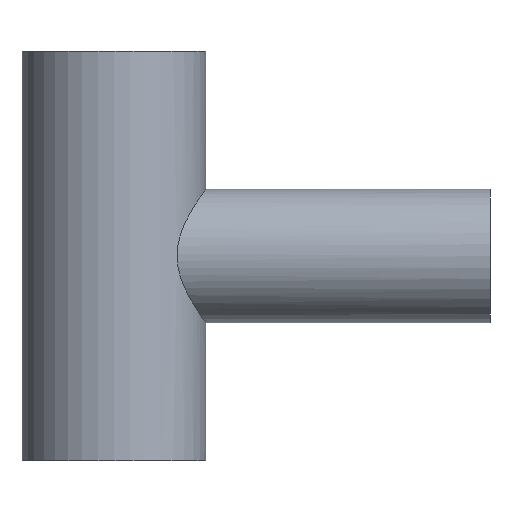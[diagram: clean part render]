
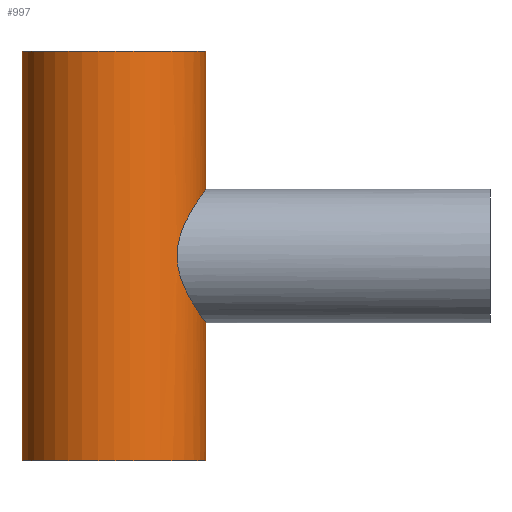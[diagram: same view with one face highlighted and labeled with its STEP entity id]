
A CAD part, front view. The second image highlights one B-rep face of the part: STEP entity #997.
In plain terms, the highlighted cylindrical face has radius 22 mm (diameter 44 mm), a partial arc.
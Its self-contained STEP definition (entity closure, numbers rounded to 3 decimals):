
#9 = CARTESIAN_POINT ( 'NONE',  ( 21.353, -5.324, 15.098 ) ) ;
#17 = CARTESIAN_POINT ( 'NONE',  ( 21.599, -4.317, -15.445 ) ) ;
#22 = CARTESIAN_POINT ( 'NONE',  ( 16.526, -14.525, -6.73 ) ) ;
#29 = CARTESIAN_POINT ( 'NONE',  ( 21.832, -2.725, -15.769 ) ) ;
#53 = CIRCLE ( 'NONE', #1001, 22. ) ;
#71 = ORIENTED_EDGE ( 'NONE', *, *, #182, .F. ) ;
#85 = CARTESIAN_POINT ( 'NONE',  ( 22., 0., 16. ) ) ;
#88 = LINE ( 'NONE', #175, #923 ) ;
#99 = CARTESIAN_POINT ( 'NONE',  ( 20.249, -8.613, 13.494 ) ) ;
#106 = CARTESIAN_POINT ( 'NONE',  ( 19.261, -10.663, 11.971 ) ) ;
#113 = CARTESIAN_POINT ( 'NONE',  ( 20.437, -8.196, -13.779 ) ) ;
#119 = CARTESIAN_POINT ( 'NONE',  ( 17.969, -12.712, -9.768 ) ) ;
#124 = CARTESIAN_POINT ( 'NONE',  ( 21.368, -5.335, -15.122 ) ) ;
#175 = CARTESIAN_POINT ( 'NONE',  ( 22., 0., 49. ) ) ;
#182 = EDGE_CURVE ( 'NONE', #799, #739, #53, .T. ) ;
#185 = ORIENTED_EDGE ( 'NONE', *, *, #1139, .F. ) ;
#186 = CARTESIAN_POINT ( 'NONE',  ( 21.917, -2.186, 15.887 ) ) ;
#197 = CARTESIAN_POINT ( 'NONE',  ( 21.583, -4.296, 15.422 ) ) ;
#202 = CARTESIAN_POINT ( 'NONE',  ( -22., 0., -49. ) ) ;
#215 = CARTESIAN_POINT ( 'NONE',  ( 15.247, -15.86, -2.181 ) ) ;
#223 = CARTESIAN_POINT ( 'NONE',  ( 19.263, -10.636, -11.964 ) ) ;
#231 = VERTEX_POINT ( 'NONE', #202 ) ;
#240 = CIRCLE ( 'NONE', #280, 22. ) ;
#242 = EDGE_LOOP ( 'NONE', ( #881, #71, #460, #444, #1108, #185 ) ) ;
#259 = DIRECTION ( 'NONE',  ( -1., 0., 0. ) ) ;
#263 = B_SPLINE_CURVE_WITH_KNOTS ( 'NONE', 3,
 ( #85, #1034, #186, #553, #197, #9, #568, #946, #839, #1213, #99, #480, #106, #1048, #857, #393, #765, #1141, #675, #1153, #1060, #498, #310, #1160, #681, #1053, #325, #317, #492, #215, #687, #871, #586, #22, #1147, #504, #407, #119, #965, #776, #223, #591, #772, #113, #969, #124, #17, #877, #29, #866, #412, #784, #403, #876 ),
 .UNSPECIFIED., .F., .F.,
 ( 4, 2, 2, 2, 2, 2, 2, 2, 2, 2, 2, 2, 2, 2, 2, 2, 2, 2, 2, 2, 2, 2, 2, 2, 2, 2, 4 ),
 ( 0., 0.003, 0.005, 0.007, 0.008, 0.01, 0.013, 0.015, 0.016, 0.02, 0.021, 0.023, 0.024, 0.026, 0.028, 0.029, 0.033, 0.034, 0.036, 0.039, 0.041, 0.042, 0.046, 0.049, 0.05, 0.051, 0.052 ),
 .UNSPECIFIED. ) ;
#266 = DIRECTION ( 'NONE',  ( 0., 0., -1. ) ) ;
#280 = AXIS2_PLACEMENT_3D ( 'NONE', #455, #1000, #439 ) ;
#308 = VERTEX_POINT ( 'NONE', #309 ) ;
#309 = CARTESIAN_POINT ( 'NONE',  ( 22., 0., -49. ) ) ;
#310 = CARTESIAN_POINT ( 'NONE',  ( 15.552, -15.561, 3.76 ) ) ;
#317 = CARTESIAN_POINT ( 'NONE',  ( 15.1, -16., -0.556 ) ) ;
#325 = CARTESIAN_POINT ( 'NONE',  ( 15.099, -16., 0.535 ) ) ;
#364 = CARTESIAN_POINT ( 'NONE',  ( 22., 0., 16. ) ) ;
#385 = DIRECTION ( 'NONE',  ( 0., 0., -1. ) ) ;
#393 = CARTESIAN_POINT ( 'NONE',  ( 17.966, -12.704, 9.74 ) ) ;
#403 = CARTESIAN_POINT ( 'NONE',  ( 22., -0.545, -16. ) ) ;
#407 = CARTESIAN_POINT ( 'NONE',  ( 17.334, -13.552, -8.521 ) ) ;
#412 = CARTESIAN_POINT ( 'NONE',  ( 21.919, -1.911, -15.888 ) ) ;
#439 = DIRECTION ( 'NONE',  ( 1., 0., 0. ) ) ;
#444 = ORIENTED_EDGE ( 'NONE', *, *, #1071, .T. ) ;
#455 = CARTESIAN_POINT ( 'NONE',  ( 0., 0., -49. ) ) ;
#459 = DIRECTION ( 'NONE',  ( 1., 0., 0. ) ) ;
#460 = ORIENTED_EDGE ( 'NONE', *, *, #609, .T. ) ;
#471 = LINE ( 'NONE', #558, #980 ) ;
#480 = CARTESIAN_POINT ( 'NONE',  ( 19.674, -9.889, 12.621 ) ) ;
#492 = CARTESIAN_POINT ( 'NONE',  ( 15.13, -15.971, -1.099 ) ) ;
#498 = CARTESIAN_POINT ( 'NONE',  ( 15.685, -15.428, 4.274 ) ) ;
#504 = CARTESIAN_POINT ( 'NONE',  ( 17.126, -13.813, -8.09 ) ) ;
#526 = FACE_OUTER_BOUND ( 'NONE', #242, .T. ) ;
#542 = CYLINDRICAL_SURFACE ( 'NONE', #693, 22. ) ;
#545 = DIRECTION ( 'NONE',  ( 0., 0., -1. ) ) ;
#547 = CARTESIAN_POINT ( 'NONE',  ( 0., 0., 49. ) ) ;
#553 = CARTESIAN_POINT ( 'NONE',  ( 21.681, -3.771, 15.559 ) ) ;
#558 = CARTESIAN_POINT ( 'NONE',  ( -22., 0., 49. ) ) ;
#565 = CARTESIAN_POINT ( 'NONE',  ( 22., 0., 49. ) ) ;
#568 = CARTESIAN_POINT ( 'NONE',  ( 21.222, -5.822, 14.912 ) ) ;
#586 = CARTESIAN_POINT ( 'NONE',  ( 15.979, -15.132, -5.301 ) ) ;
#591 = CARTESIAN_POINT ( 'NONE',  ( 19.672, -9.859, -12.612 ) ) ;
#609 = EDGE_CURVE ( 'NONE', #799, #231, #471, .T. ) ;
#628 = VECTOR ( 'NONE', #266, 1000. ) ;
#675 = CARTESIAN_POINT ( 'NONE',  ( 16.706, -14.325, 7.202 ) ) ;
#681 = CARTESIAN_POINT ( 'NONE',  ( 15.246, -15.861, 2.178 ) ) ;
#687 = CARTESIAN_POINT ( 'NONE',  ( 15.335, -15.776, -2.724 ) ) ;
#693 = AXIS2_PLACEMENT_3D ( 'NONE', #1109, #1181, #259 ) ;
#704 = EDGE_CURVE ( 'NONE', #739, #906, #88, .T. ) ;
#734 = CARTESIAN_POINT ( 'NONE',  ( 22., 0., 49. ) ) ;
#739 = VERTEX_POINT ( 'NONE', #565 ) ;
#761 = VERTEX_POINT ( 'NONE', #1038 ) ;
#765 = CARTESIAN_POINT ( 'NONE',  ( 17.749, -13.003, 9.337 ) ) ;
#772 = CARTESIAN_POINT ( 'NONE',  ( 19.87, -9.455, -12.917 ) ) ;
#776 = CARTESIAN_POINT ( 'NONE',  ( 19.051, -11.011, -11.62 ) ) ;
#784 = CARTESIAN_POINT ( 'NONE',  ( 21.98, -1.091, -15.972 ) ) ;
#799 = VERTEX_POINT ( 'NONE', #840 ) ;
#833 = DIRECTION ( 'NONE',  ( 0., 0., 1. ) ) ;
#839 = CARTESIAN_POINT ( 'NONE',  ( 20.774, -7.259, 14.268 ) ) ;
#840 = CARTESIAN_POINT ( 'NONE',  ( -22., 0., 49. ) ) ;
#857 = CARTESIAN_POINT ( 'NONE',  ( 18.401, -12.064, 10.522 ) ) ;
#866 = CARTESIAN_POINT ( 'NONE',  ( 21.893, -2.185, -15.852 ) ) ;
#871 = CARTESIAN_POINT ( 'NONE',  ( 15.667, -15.448, -4.304 ) ) ;
#876 = CARTESIAN_POINT ( 'NONE',  ( 22., 0., -16. ) ) ;
#877 = CARTESIAN_POINT ( 'NONE',  ( 21.797, -2.993, -15.72 ) ) ;
#881 = ORIENTED_EDGE ( 'NONE', *, *, #704, .F. ) ;
#906 = VERTEX_POINT ( 'NONE', #364 ) ;
#923 = VECTOR ( 'NONE', #545, 1000. ) ;
#946 = CARTESIAN_POINT ( 'NONE',  ( 20.932, -6.789, 14.498 ) ) ;
#961 = EDGE_CURVE ( 'NONE', #761, #308, #1189, .T. ) ;
#965 = CARTESIAN_POINT ( 'NONE',  ( 18.406, -12.079, -10.541 ) ) ;
#969 = CARTESIAN_POINT ( 'NONE',  ( 20.781, -7.293, -14.281 ) ) ;
#980 = VECTOR ( 'NONE', #385, 1000. ) ;
#997 = ADVANCED_FACE ( 'NONE', ( #526 ), #542, .T. ) ;
#1000 = DIRECTION ( 'NONE',  ( 0., 0., 1. ) ) ;
#1001 = AXIS2_PLACEMENT_3D ( 'NONE', #547, #833, #459 ) ;
#1034 = CARTESIAN_POINT ( 'NONE',  ( 22., -1.106, 16. ) ) ;
#1038 = CARTESIAN_POINT ( 'NONE',  ( 22., 0., -16. ) ) ;
#1048 = CARTESIAN_POINT ( 'NONE',  ( 18.619, -11.726, 10.898 ) ) ;
#1053 = CARTESIAN_POINT ( 'NONE',  ( 15.129, -15.973, 1.085 ) ) ;
#1060 = CARTESIAN_POINT ( 'NONE',  ( 15.989, -15.112, 5.281 ) ) ;
#1071 = EDGE_CURVE ( 'NONE', #231, #308, #240, .T. ) ;
#1108 = ORIENTED_EDGE ( 'NONE', *, *, #961, .F. ) ;
#1109 = CARTESIAN_POINT ( 'NONE',  ( 0., 0., 49. ) ) ;
#1139 = EDGE_CURVE ( 'NONE', #906, #761, #263, .T. ) ;
#1141 = CARTESIAN_POINT ( 'NONE',  ( 17.114, -13.842, 8.087 ) ) ;
#1147 = CARTESIAN_POINT ( 'NONE',  ( 16.722, -14.299, -7.196 ) ) ;
#1153 = CARTESIAN_POINT ( 'NONE',  ( 16.161, -14.93, 5.776 ) ) ;
#1160 = CARTESIAN_POINT ( 'NONE',  ( 15.333, -15.778, 2.712 ) ) ;
#1181 = DIRECTION ( 'NONE',  ( 0., 0., -1. ) ) ;
#1189 = LINE ( 'NONE', #734, #628 ) ;
#1213 = CARTESIAN_POINT ( 'NONE',  ( 20.433, -8.169, 13.767 ) ) ;
